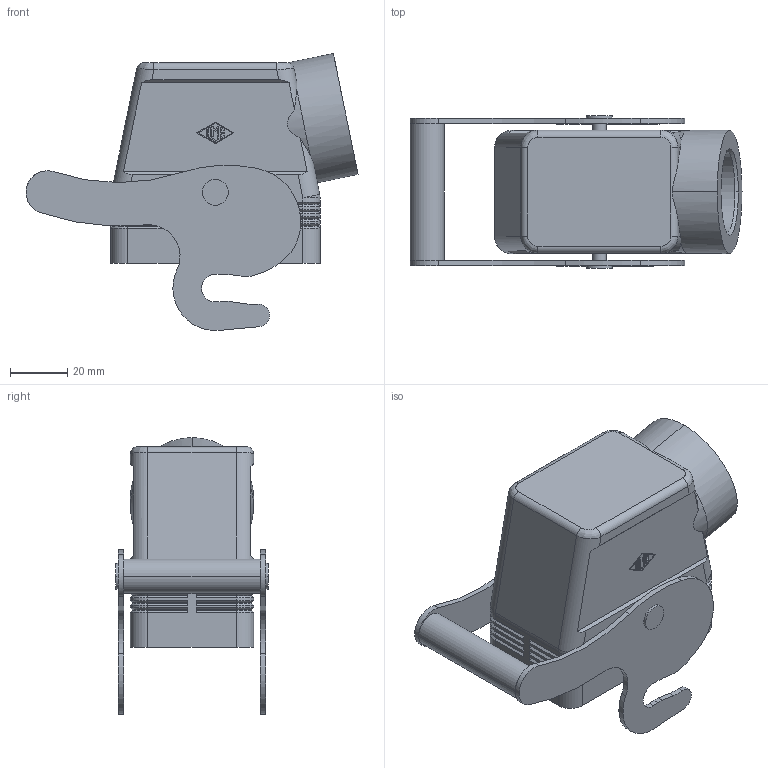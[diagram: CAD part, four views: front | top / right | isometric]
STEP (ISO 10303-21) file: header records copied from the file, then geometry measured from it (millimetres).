
FILE_DESCRIPTION(('Creo Elements/Direct Modeling STEP Export'),'2;1');
FILE_NAME('0lndrp343k4k6nr3492','2016-07-08T 9:16:53',(''),(''),'PTC Creo Elements/Direct Modeling STEP processor for AP214 (Solid Model)','PTC Creo Elements/Direct Modeling 19.0B 21-Mar-2015 (C) Parametric Technology GmbH','');
FILE_SCHEMA(('AUTOMOTIVE_DESIGN { 1 0 10303 214 1 1 1 1 }'));
Length unit declared in the file: millimetre
Products named in the file (1): CAO_10_YX21
Bounding box: 115.74 x 53.2 x 96.53 mm (x, y, z)
Volume: 80512 mm3; surface area: 49889.7 mm2
Topology: 1 solids, 1 shells, 387 faces, 940 edges, 573 vertices
Faces by surface type: plane 192, cylinder 140, cone 47, bspline 4, sphere 4
Entity records: 11670 total; most frequent: CARTESIAN_POINT 2652, DIRECTION 1883, ORIENTED_EDGE 1864, EDGE_CURVE 932, AXIS2_PLACEMENT_3D 640, VECTOR 603, LINE 603, VERTEX_POINT 573
